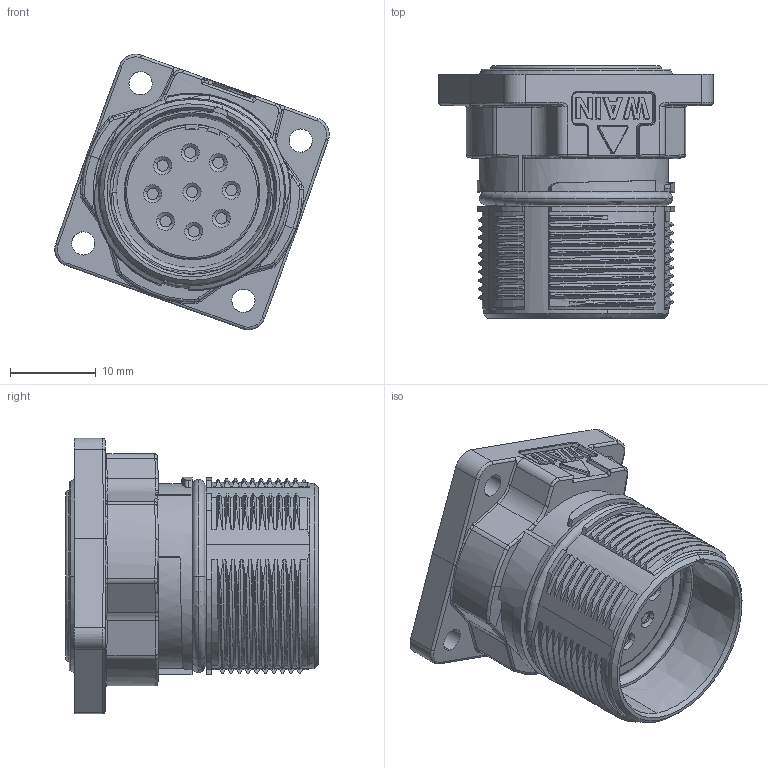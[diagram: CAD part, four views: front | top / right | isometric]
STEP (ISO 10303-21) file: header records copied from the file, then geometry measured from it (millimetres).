
FILE_DESCRIPTION(/* description */ (''),/* implementation_level */ '2;1');
FILE_NAME(/* name */ '3D_B-OD2.7_V1.0_stp.stp',/* time_stamp */ '2024-01-05T17:21:02+08:00',/* author */ (''),/* organization */ (''),/* preprocessor_version */ 'ST-DEVELOPER v18.1',/* originating_system */ 'SIEMENS PLM Software NX 1980',/* authorisation */ '');
FILE_SCHEMA (('AUTOMOTIVE_DESIGN { 1 0 10303 214 3 1 1 1 }'));
Length unit declared in the file: millimetre
Products named in the file (1): 3D_1810093001500_MR23-009-BK26-OD2.7_V1.0_stp
Bounding box: 31.94 x 29.4 x 32.06 mm (x, y, z)
Volume: 9928.4 mm3; surface area: 4936.4 mm2
Topology: 1 solids, 1 shells, 609 faces, 1625 edges, 1043 vertices
Faces by surface type: cylinder 216, cone 155, plane 137, torus 69, bspline 18, sphere 14
Full cylindrical faces by diameter (mm): 1.3 x1, 19.8 x1
Entity records: 21483 total; most frequent: CARTESIAN_POINT 7847, ORIENTED_EDGE 3238, DIRECTION 2223, EDGE_CURVE 1619, VERTEX_POINT 1041, AXIS2_PLACEMENT_3D 873, B_SPLINE_CURVE_WITH_KNOTS 855, EDGE_LOOP 646
